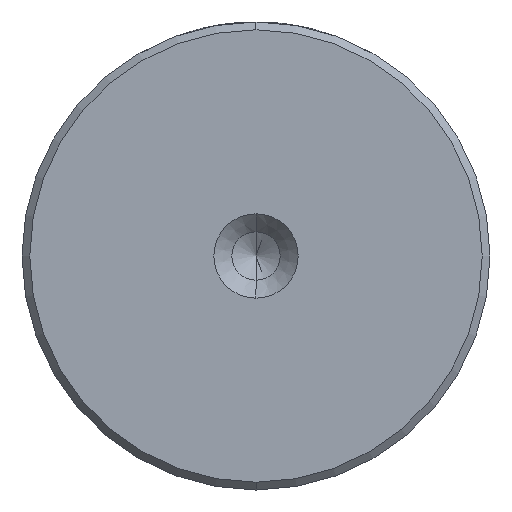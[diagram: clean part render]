
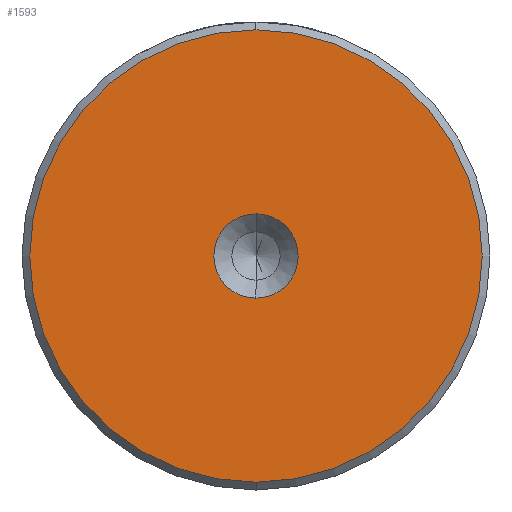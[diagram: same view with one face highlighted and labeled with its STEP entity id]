
A CAD part, left-side view. The second image highlights one B-rep face of the part: STEP entity #1593.
In plain terms, the highlighted planar face has unit normal (-1, 0, 0).
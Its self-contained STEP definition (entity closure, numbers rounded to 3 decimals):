
#22 = CIRCLE ( 'NONE', #1479, 14.5 ) ;
#39 = EDGE_LOOP ( 'NONE', ( #1565, #2610 ) ) ;
#108 = AXIS2_PLACEMENT_3D ( 'NONE', #2121, #621, #2376 ) ;
#156 = EDGE_CURVE ( 'NONE', #1933, #1053, #2974, .T. ) ;
#273 = FACE_BOUND ( 'NONE', #39, .T. ) ;
#287 = DIRECTION ( 'NONE',  ( 0., 0., 1. ) ) ;
#549 = ORIENTED_EDGE ( 'NONE', *, *, #2686, .T. ) ;
#559 = VERTEX_POINT ( 'NONE', #728 ) ;
#563 = CARTESIAN_POINT ( 'NONE',  ( 0., 0., -14.5 ) ) ;
#579 = DIRECTION ( 'NONE',  ( -1., 0., 0. ) ) ;
#621 = DIRECTION ( 'NONE',  ( -1., 0., 0. ) ) ;
#714 = EDGE_LOOP ( 'NONE', ( #549, #909 ) ) ;
#728 = CARTESIAN_POINT ( 'NONE',  ( 0., 0., -2.7 ) ) ;
#865 = CIRCLE ( 'NONE', #108, 2.7 ) ;
#909 = ORIENTED_EDGE ( 'NONE', *, *, #156, .T. ) ;
#1053 = VERTEX_POINT ( 'NONE', #563 ) ;
#1092 = AXIS2_PLACEMENT_3D ( 'NONE', #2340, #2310, #2299 ) ;
#1118 = CARTESIAN_POINT ( 'NONE',  ( 0., 0., 0. ) ) ;
#1372 = DIRECTION ( 'NONE',  ( 0., 0., 1. ) ) ;
#1454 = FACE_OUTER_BOUND ( 'NONE', #714, .T. ) ;
#1479 = AXIS2_PLACEMENT_3D ( 'NONE', #2084, #579, #2336 ) ;
#1565 = ORIENTED_EDGE ( 'NONE', *, *, #3266, .F. ) ;
#1570 = VERTEX_POINT ( 'NONE', #2020 ) ;
#1593 = ADVANCED_FACE ( 'NONE', ( #1454, #273 ), #2535, .T. ) ;
#1775 = DIRECTION ( 'NONE',  ( -1., 0., 0. ) ) ;
#1933 = VERTEX_POINT ( 'NONE', #2128 ) ;
#2020 = CARTESIAN_POINT ( 'NONE',  ( 0., 0., 2.7 ) ) ;
#2084 = CARTESIAN_POINT ( 'NONE',  ( 0., 0., 0. ) ) ;
#2121 = CARTESIAN_POINT ( 'NONE',  ( 0., 0., 0. ) ) ;
#2128 = CARTESIAN_POINT ( 'NONE',  ( 0., 0., 14.5 ) ) ;
#2135 = EDGE_CURVE ( 'NONE', #559, #1570, #865, .T. ) ;
#2299 = DIRECTION ( 'NONE',  ( 0., 0., 1. ) ) ;
#2310 = DIRECTION ( 'NONE',  ( -1., 0., 0. ) ) ;
#2336 = DIRECTION ( 'NONE',  ( 0., 0., 1. ) ) ;
#2340 = CARTESIAN_POINT ( 'NONE',  ( 0., 0., 0. ) ) ;
#2376 = DIRECTION ( 'NONE',  ( 0., 0., 1. ) ) ;
#2526 = CARTESIAN_POINT ( 'NONE',  ( 0., 0., 0. ) ) ;
#2535 = PLANE ( 'NONE',  #2756 ) ;
#2589 = CIRCLE ( 'NONE', #2725, 2.7 ) ;
#2610 = ORIENTED_EDGE ( 'NONE', *, *, #2135, .F. ) ;
#2686 = EDGE_CURVE ( 'NONE', #1053, #1933, #22, .T. ) ;
#2725 = AXIS2_PLACEMENT_3D ( 'NONE', #1118, #2909, #1372 ) ;
#2756 = AXIS2_PLACEMENT_3D ( 'NONE', #2526, #1775, #287 ) ;
#2909 = DIRECTION ( 'NONE',  ( -1., 0., 0. ) ) ;
#2974 = CIRCLE ( 'NONE', #1092, 14.5 ) ;
#3266 = EDGE_CURVE ( 'NONE', #1570, #559, #2589, .T. ) ;
